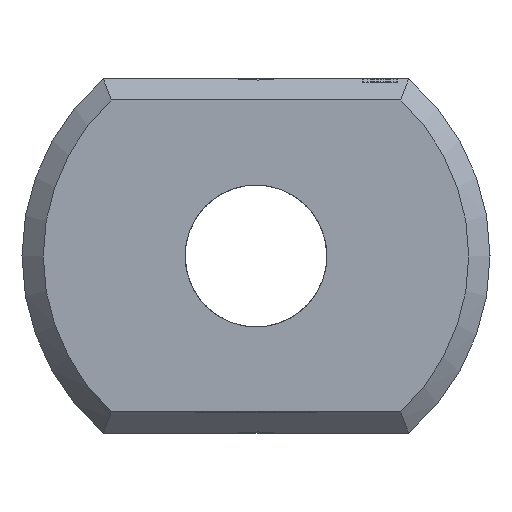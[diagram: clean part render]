
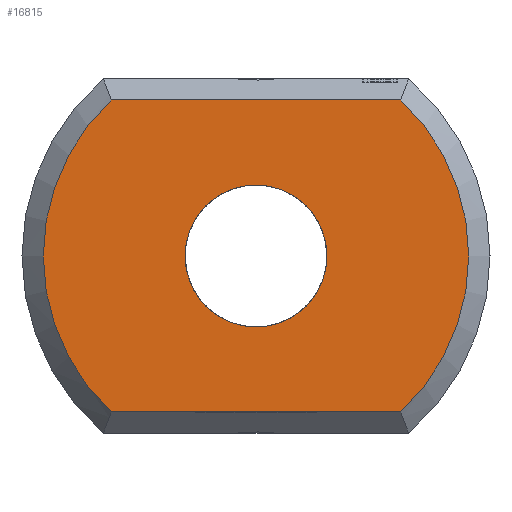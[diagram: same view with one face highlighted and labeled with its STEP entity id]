
A CAD part, left-side view. The second image highlights one B-rep face of the part: STEP entity #16815.
In plain terms, the highlighted planar face has unit normal (-1, 0, 0).
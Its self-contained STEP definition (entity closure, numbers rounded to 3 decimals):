
#4141 = VERTEX_POINT('',#4142);
#4142 = CARTESIAN_POINT('',(0.,-2.04,2.2));
#4151 = VERTEX_POINT('',#4152);
#4152 = CARTESIAN_POINT('',(0.,-2.04,-2.2));
#4159 = EDGE_CURVE('',#4141,#4151,#4160,.T.);
#4160 = CIRCLE('',#4161,3.);
#4161 = AXIS2_PLACEMENT_3D('',#4162,#4163,#4164);
#4162 = CARTESIAN_POINT('',(0.,0.,0.));
#4163 = DIRECTION('',(1.,0.,0.));
#4164 = DIRECTION('',(0.,-0.653,0.758)
  );
#5184 = VERTEX_POINT('',#5185);
#5185 = CARTESIAN_POINT('',(0.,2.04,2.2));
#5192 = EDGE_CURVE('',#4141,#5184,#5193,.T.);
#5193 = LINE('',#5194,#5195);
#5194 = CARTESIAN_POINT('',(0.,-2.154,2.2));
#5195 = VECTOR('',#5196,1.);
#5196 = DIRECTION('',(0.,1.,0.));
#16815 = ADVANCED_FACE('',(#16816,#16835),#16846,.F.);
#16816 = FACE_BOUND('',#16817,.F.);
#16817 = EDGE_LOOP('',(#16818,#16827,#16828,#16829));
#16818 = ORIENTED_EDGE('',*,*,#16819,.T.);
#16819 = EDGE_CURVE('',#16820,#5184,#16822,.T.);
#16820 = VERTEX_POINT('',#16821);
#16821 = CARTESIAN_POINT('',(0.,2.04,-2.2));
#16822 = CIRCLE('',#16823,3.);
#16823 = AXIS2_PLACEMENT_3D('',#16824,#16825,#16826);
#16824 = CARTESIAN_POINT('',(0.,0.,0.));
#16825 = DIRECTION('',(1.,0.,0.));
#16826 = DIRECTION('',(0.,0.653,-0.758)
  );
#16827 = ORIENTED_EDGE('',*,*,#5192,.F.);
#16828 = ORIENTED_EDGE('',*,*,#4159,.T.);
#16829 = ORIENTED_EDGE('',*,*,#16830,.T.);
#16830 = EDGE_CURVE('',#4151,#16820,#16831,.T.);
#16831 = LINE('',#16832,#16833);
#16832 = CARTESIAN_POINT('',(0.,-2.154,-2.2));
#16833 = VECTOR('',#16834,1.);
#16834 = DIRECTION('',(0.,1.,0.));
#16835 = FACE_BOUND('',#16836,.T.);
#16836 = EDGE_LOOP('',(#16837));
#16837 = ORIENTED_EDGE('',*,*,#16838,.T.);
#16838 = EDGE_CURVE('',#16839,#16839,#16841,.T.);
#16839 = VERTEX_POINT('',#16840);
#16840 = CARTESIAN_POINT('',(0.,1.,0.)
  );
#16841 = CIRCLE('',#16842,1.);
#16842 = AXIS2_PLACEMENT_3D('',#16843,#16844,#16845);
#16843 = CARTESIAN_POINT('',(0.,0.,0.));
#16844 = DIRECTION('',(1.,0.,0.));
#16845 = DIRECTION('',(0.,1.,0.));
#16846 = PLANE('',#16847);
#16847 = AXIS2_PLACEMENT_3D('',#16848,#16849,#16850);
#16848 = CARTESIAN_POINT('',(0.,0.,0.));
#16849 = DIRECTION('',(1.,0.,0.));
#16850 = DIRECTION('',(0.,0.,1.));
